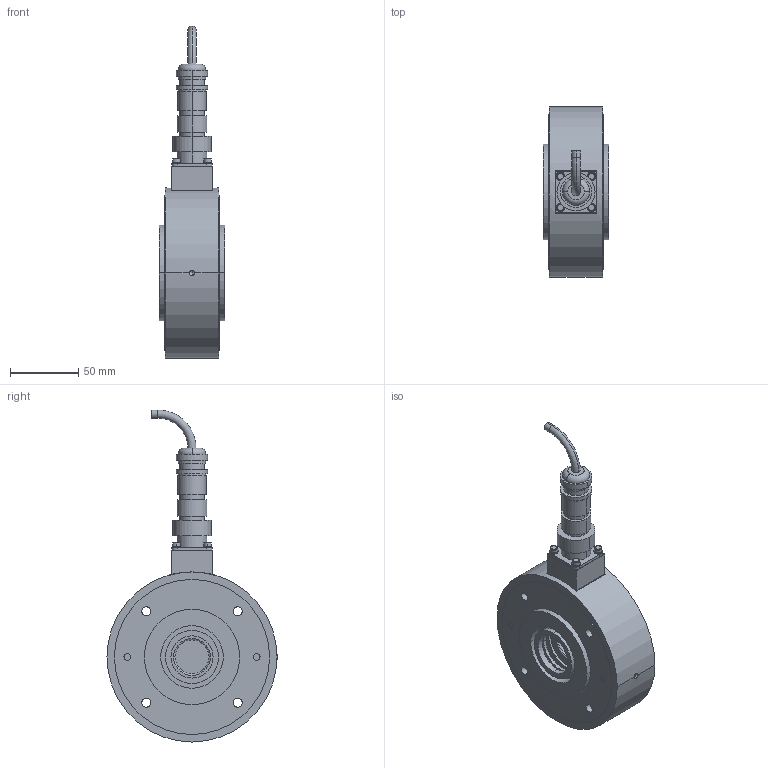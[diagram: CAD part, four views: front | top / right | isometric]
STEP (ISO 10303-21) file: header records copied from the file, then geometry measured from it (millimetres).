
FILE_DESCRIPTION((''),'2;1');
FILE_NAME('50159.stp','2007-09-21T15:44:56',(''),(''),'Mechanical Desktop 2007','Mechanical Desktop 2007',', , ');
FILE_SCHEMA(('CONFIG_CONTROL_DESIGN'));
Length unit declared in the file: millimetre
Products named in the file (27): ZEICHNUNG7; L50159; L4832404; L47956; TEIL1AAA; L47955; TEIL1A; L49026; TEIL1AA; I-6KT_SCHRAUBE_M6X35NKA; I-6KT_SCHRAUBE_M6X35NK; I-6KT_SCHRAUBE_M3X25; I-6KT_SCHRAUBE_M3X25A; FEDERRING_M3; FEDERRING_M3A; SICHERUNGSRING_J52; SICHERUNGSRING_J52A; V_RING_V32A; V_RING_V32AA; L4340303; TEIL1; PENDELKUGELLAGER_1205TV; PENDELKUGELLAGER_1205TVA; KABELDOSE_PG_AMPH_4-POL; KABELDOSE_PG_AMPH_4-POLA; RM_SDBA; RM_SDB
Assembly tree (38 placements, depth 4):
  ZEICHNUNG7
    L50159
      L4832404
      L47956
        TEIL1AAA
      L47955
        TEIL1A
      L49026
        TEIL1AA
      I-6KT_SCHRAUBE_M6X35NKA  x2
        I-6KT_SCHRAUBE_M6X35NK
      I-6KT_SCHRAUBE_M3X25  x4
        I-6KT_SCHRAUBE_M3X25A
      FEDERRING_M3  x4
        FEDERRING_M3A
      SICHERUNGSRING_J52
        SICHERUNGSRING_J52A
      V_RING_V32A
        V_RING_V32AA
      L4340303  x2
        TEIL1
      PENDELKUGELLAGER_1205TV
        PENDELKUGELLAGER_1205TVA
      KABELDOSE_PG_AMPH_4-POL
        KABELDOSE_PG_AMPH_4-POLA
      RM_SDBA  x3
    RM_SDB  x3
Bounding box: 48.1 x 125 x 244 mm (x, y, z)
Volume: 489014.9 mm3; surface area: 145511.5 mm2
Topology: 20 solids, 20 shells, 395 faces, 935 edges, 613 vertices
Faces by surface type: cylinder 244, plane 97, cone 28, torus 24, bspline 2
Entity records: 10227 total; most frequent: DIRECTION 1881, CARTESIAN_POINT 1769, ORIENTED_EDGE 1414, AXIS2_PLACEMENT_3D 815, EDGE_CURVE 707, VERTEX_POINT 469, CIRCLE 452, EDGE_LOOP 420
